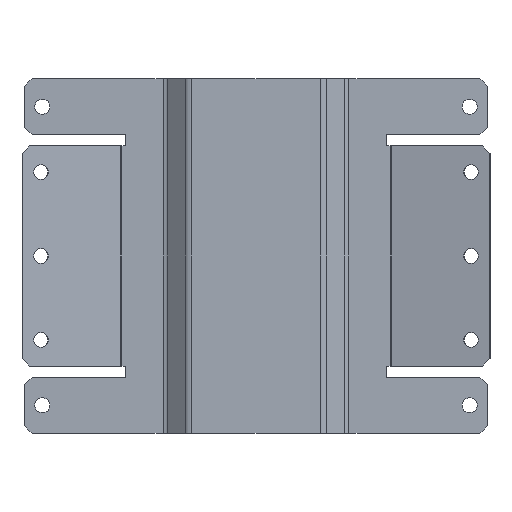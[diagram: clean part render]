
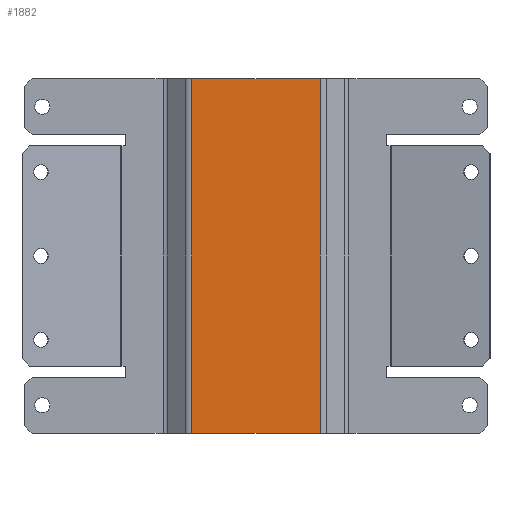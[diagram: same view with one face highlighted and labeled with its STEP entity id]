
A CAD part, front view. The second image highlights one B-rep face of the part: STEP entity #1882.
In plain terms, the highlighted planar face has unit normal (0, -1, 0).
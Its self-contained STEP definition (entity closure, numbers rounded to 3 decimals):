
#156 = ORIENTED_EDGE ( 'NONE', *, *, #168, .T. ) ;
#168 = EDGE_CURVE ( 'NONE', #3008, #910, #2469, .T. ) ;
#232 = ORIENTED_EDGE ( 'NONE', *, *, #1969, .F. ) ;
#299 = DIRECTION ( 'NONE',  ( 0., 0., -1. ) ) ;
#427 = DIRECTION ( 'NONE',  ( 1., 0., 0. ) ) ;
#484 = VECTOR ( 'NONE', #1648, 1000. ) ;
#736 = CARTESIAN_POINT ( 'NONE',  ( 17.276, -5.5, -47.5 ) ) ;
#846 = FACE_OUTER_BOUND ( 'NONE', #2064, .T. ) ;
#868 = EDGE_CURVE ( 'NONE', #910, #1098, #2048, .T. ) ;
#869 = CARTESIAN_POINT ( 'NONE',  ( 17.276, -5.5, 47.5 ) ) ;
#910 = VERTEX_POINT ( 'NONE', #1377 ) ;
#1094 = VERTEX_POINT ( 'NONE', #1718 ) ;
#1098 = VERTEX_POINT ( 'NONE', #736 ) ;
#1138 = EDGE_CURVE ( 'NONE', #1094, #1098, #2954, .T. ) ;
#1144 = LINE ( 'NONE', #1439, #484 ) ;
#1147 = VECTOR ( 'NONE', #1834, 1000. ) ;
#1229 = CARTESIAN_POINT ( 'NONE',  ( -17.276, -5.5, 47.5 ) ) ;
#1377 = CARTESIAN_POINT ( 'NONE',  ( -17.276, -5.5, -47.5 ) ) ;
#1411 = VECTOR ( 'NONE', #427, 1000. ) ;
#1439 = CARTESIAN_POINT ( 'NONE',  ( -18., -5.5, 47.5 ) ) ;
#1648 = DIRECTION ( 'NONE',  ( 1., 0., 0. ) ) ;
#1718 = CARTESIAN_POINT ( 'NONE',  ( 17.276, -5.5, 47.5 ) ) ;
#1821 = PLANE ( 'NONE',  #2392 ) ;
#1834 = DIRECTION ( 'NONE',  ( 0., 0., -1. ) ) ;
#1836 = VECTOR ( 'NONE', #299, 1000. ) ;
#1854 = ORIENTED_EDGE ( 'NONE', *, *, #1138, .F. ) ;
#1882 = ADVANCED_FACE ( 'NONE', ( #846 ), #1821, .F. ) ;
#1900 = CARTESIAN_POINT ( 'NONE',  ( -18., -5.5, 47.5 ) ) ;
#1969 = EDGE_CURVE ( 'NONE', #3008, #1094, #1144, .T. ) ;
#2048 = LINE ( 'NONE', #2806, #1411 ) ;
#2064 = EDGE_LOOP ( 'NONE', ( #2276, #1854, #232, #156 ) ) ;
#2276 = ORIENTED_EDGE ( 'NONE', *, *, #868, .T. ) ;
#2359 = DIRECTION ( 'NONE',  ( 0., 0., 1. ) ) ;
#2392 = AXIS2_PLACEMENT_3D ( 'NONE', #1900, #2599, #2359 ) ;
#2469 = LINE ( 'NONE', #1229, #1836 ) ;
#2599 = DIRECTION ( 'NONE',  ( 0., 1., 0. ) ) ;
#2735 = CARTESIAN_POINT ( 'NONE',  ( -17.276, -5.5, 47.5 ) ) ;
#2806 = CARTESIAN_POINT ( 'NONE',  ( -18., -5.5, -47.5 ) ) ;
#2954 = LINE ( 'NONE', #869, #1147 ) ;
#3008 = VERTEX_POINT ( 'NONE', #2735 ) ;
